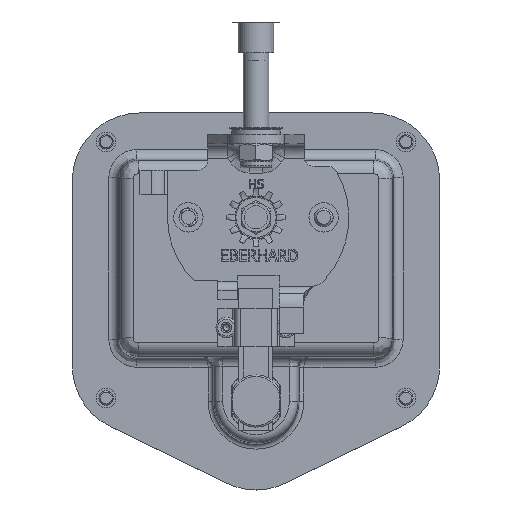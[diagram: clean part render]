
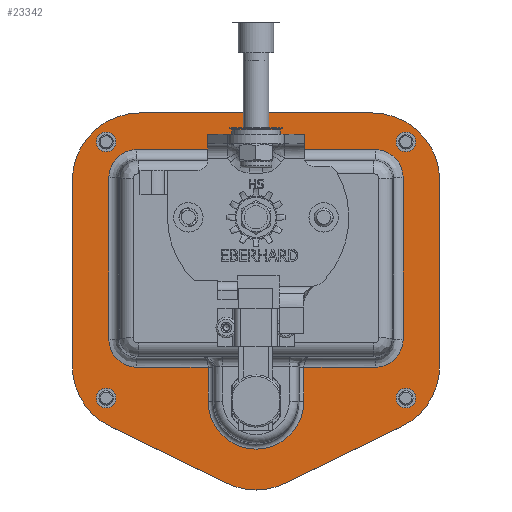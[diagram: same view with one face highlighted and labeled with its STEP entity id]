
A CAD part, top view. The second image highlights one B-rep face of the part: STEP entity #23342.
In plain terms, the highlighted planar face has unit normal (0, 0, 1).
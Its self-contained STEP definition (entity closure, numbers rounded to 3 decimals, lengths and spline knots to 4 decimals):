
#204=FACE_BOUND('',#3030,.T.);
#315=ELLIPSE('',#24710,0.0622,0.0618);
#320=ELLIPSE('',#24717,0.0622,0.0618);
#324=ELLIPSE('',#24723,0.3607,0.3603);
#325=ELLIPSE('',#24727,0.3607,0.3603);
#327=ELLIPSE('',#24732,0.3607,0.3603);
#329=ELLIPSE('',#24737,0.3607,0.3603);
#1015=PLANE('',#24755);
#1704=FACE_OUTER_BOUND('',#3029,.T.);
#3029=EDGE_LOOP('',(#14976,#14977,#14978,#14979,#14980,#14981,#14982,#14983,
#14984,#14985));
#3030=EDGE_LOOP('',(#14986,#14987,#14988,#14989,#14990,#14991,#14992,#14993,
#14994,#14995,#14996,#14997,#14998,#14999));
#4446=LINE('',#33300,#6342);
#4450=LINE('',#33312,#6346);
#4454=LINE('',#33494,#6350);
#4456=LINE('',#33535,#6352);
#4458=LINE('',#33576,#6354);
#4460=LINE('',#33614,#6356);
#4463=LINE('',#33618,#6359);
#4474=LINE('',#33706,#6370);
#4475=LINE('',#33710,#6371);
#4476=LINE('',#33713,#6372);
#4477=LINE('',#33715,#6373);
#4478=LINE('',#33718,#6374);
#6342=VECTOR('',#26955,0.3937);
#6346=VECTOR('',#26967,0.3937);
#6350=VECTOR('',#27009,0.3937);
#6352=VECTOR('',#27021,0.3937);
#6354=VECTOR('',#27033,0.3937);
#6356=VECTOR('',#27043,0.3937);
#6359=VECTOR('',#27048,0.3937);
#6370=VECTOR('',#27089,0.3937);
#6371=VECTOR('',#27092,0.3937);
#6372=VECTOR('',#27095,0.3937);
#6373=VECTOR('',#27096,0.3937);
#6374=VECTOR('',#27099,0.3937);
#8233=CIRCLE('',#24700,0.875);
#8235=CIRCLE('',#24704,0.875);
#8237=CIRCLE('',#24708,0.875);
#8253=CIRCLE('',#24756,0.875);
#8254=CIRCLE('',#24757,0.875);
#8255=CIRCLE('',#24758,0.6195);
#9238=VERTEX_POINT('',#33290);
#9239=VERTEX_POINT('',#33291);
#9242=VERTEX_POINT('',#33299);
#9244=VERTEX_POINT('',#33305);
#9246=VERTEX_POINT('',#33311);
#9248=VERTEX_POINT('',#33317);
#9251=VERTEX_POINT('',#33343);
#9252=VERTEX_POINT('',#33349);
#9255=VERTEX_POINT('',#33407);
#9258=VERTEX_POINT('',#33416);
#9261=VERTEX_POINT('',#33483);
#9263=VERTEX_POINT('',#33487);
#9264=VERTEX_POINT('',#33491);
#9266=VERTEX_POINT('',#33526);
#9268=VERTEX_POINT('',#33532);
#9270=VERTEX_POINT('',#33567);
#9272=VERTEX_POINT('',#33573);
#9274=VERTEX_POINT('',#33608);
#9287=VERTEX_POINT('',#33705);
#9288=VERTEX_POINT('',#33707);
#9289=VERTEX_POINT('',#33709);
#9290=VERTEX_POINT('',#33711);
#9291=VERTEX_POINT('',#33714);
#9292=VERTEX_POINT('',#33716);
#11441=EDGE_CURVE('',#9238,#9239,#8233,.T.);
#11445=EDGE_CURVE('',#9239,#9242,#4446,.T.);
#11448=EDGE_CURVE('',#9242,#9244,#8235,.T.);
#11451=EDGE_CURVE('',#9244,#9246,#4450,.T.);
#11454=EDGE_CURVE('',#9246,#9248,#8237,.T.);
#11458=EDGE_CURVE('',#9252,#9251,#315,.T.);
#11466=EDGE_CURVE('',#9255,#9258,#320,.T.);
#11472=EDGE_CURVE('',#9261,#9263,#324,.T.);
#11474=EDGE_CURVE('',#9263,#9264,#4454,.T.);
#11477=EDGE_CURVE('',#9264,#9266,#325,.T.);
#11480=EDGE_CURVE('',#9266,#9268,#4456,.T.);
#11483=EDGE_CURVE('',#9268,#9270,#327,.T.);
#11486=EDGE_CURVE('',#9270,#9272,#4458,.T.);
#11489=EDGE_CURVE('',#9272,#9274,#329,.T.);
#11491=EDGE_CURVE('',#9274,#9255,#4460,.T.);
#11494=EDGE_CURVE('',#9251,#9261,#4463,.T.);
#11514=EDGE_CURVE('',#9287,#9238,#4474,.T.);
#11515=EDGE_CURVE('',#9288,#9287,#8253,.T.);
#11516=EDGE_CURVE('',#9289,#9288,#4475,.T.);
#11517=EDGE_CURVE('',#9290,#9289,#8254,.T.);
#11518=EDGE_CURVE('',#9248,#9290,#4476,.T.);
#11519=EDGE_CURVE('',#9258,#9291,#4477,.T.);
#11520=EDGE_CURVE('',#9291,#9292,#8255,.T.);
#11521=EDGE_CURVE('',#9292,#9252,#4478,.T.);
#14976=ORIENTED_EDGE('',*,*,#11514,.F.);
#14977=ORIENTED_EDGE('',*,*,#11515,.F.);
#14978=ORIENTED_EDGE('',*,*,#11516,.F.);
#14979=ORIENTED_EDGE('',*,*,#11517,.F.);
#14980=ORIENTED_EDGE('',*,*,#11518,.F.);
#14981=ORIENTED_EDGE('',*,*,#11454,.F.);
#14982=ORIENTED_EDGE('',*,*,#11451,.F.);
#14983=ORIENTED_EDGE('',*,*,#11448,.F.);
#14984=ORIENTED_EDGE('',*,*,#11445,.F.);
#14985=ORIENTED_EDGE('',*,*,#11441,.F.);
#14986=ORIENTED_EDGE('',*,*,#11466,.T.);
#14987=ORIENTED_EDGE('',*,*,#11519,.T.);
#14988=ORIENTED_EDGE('',*,*,#11520,.T.);
#14989=ORIENTED_EDGE('',*,*,#11521,.T.);
#14990=ORIENTED_EDGE('',*,*,#11458,.T.);
#14991=ORIENTED_EDGE('',*,*,#11494,.T.);
#14992=ORIENTED_EDGE('',*,*,#11472,.T.);
#14993=ORIENTED_EDGE('',*,*,#11474,.T.);
#14994=ORIENTED_EDGE('',*,*,#11477,.T.);
#14995=ORIENTED_EDGE('',*,*,#11480,.T.);
#14996=ORIENTED_EDGE('',*,*,#11483,.T.);
#14997=ORIENTED_EDGE('',*,*,#11486,.T.);
#14998=ORIENTED_EDGE('',*,*,#11489,.T.);
#14999=ORIENTED_EDGE('',*,*,#11491,.T.);
#23342=ADVANCED_FACE('',(#1704,#204),#1015,.T.);
#24700=AXIS2_PLACEMENT_3D('',#33292,#26947,#26948);
#24704=AXIS2_PLACEMENT_3D('',#33306,#26960,#26961);
#24708=AXIS2_PLACEMENT_3D('',#33318,#26972,#26973);
#24710=AXIS2_PLACEMENT_3D('',#33350,#26977,#26978);
#24717=AXIS2_PLACEMENT_3D('',#33418,#26991,#26992);
#24723=AXIS2_PLACEMENT_3D('',#33489,#27003,#27004);
#24727=AXIS2_PLACEMENT_3D('',#33529,#27013,#27014);
#24732=AXIS2_PLACEMENT_3D('',#33570,#27025,#27026);
#24737=AXIS2_PLACEMENT_3D('',#33611,#27037,#27038);
#24755=AXIS2_PLACEMENT_3D('',#33704,#27087,#27088);
#24756=AXIS2_PLACEMENT_3D('',#33708,#27090,#27091);
#24757=AXIS2_PLACEMENT_3D('',#33712,#27093,#27094);
#24758=AXIS2_PLACEMENT_3D('',#33717,#27097,#27098);
#26947=DIRECTION('center_axis',(0.,0.,-1.));
#26948=DIRECTION('ref_axis',(0.,1.,0.));
#26955=DIRECTION('',(1.,0.,0.));
#26960=DIRECTION('center_axis',(0.,0.,-1.));
#26961=DIRECTION('ref_axis',(1.,0.,0.));
#26967=DIRECTION('',(0.,-1.,0.));
#26972=DIRECTION('center_axis',(0.,0.,-1.));
#26973=DIRECTION('ref_axis',(0.438,-0.899,0.));
#26977=DIRECTION('center_axis',(0.,0.,1.));
#26978=DIRECTION('ref_axis',(0.949,0.315,0.));
#26991=DIRECTION('center_axis',(0.,0.,1.));
#26992=DIRECTION('ref_axis',(-0.949,0.315,0.));
#27003=DIRECTION('center_axis',(0.,0.,-1.));
#27004=DIRECTION('ref_axis',(-0.707,-0.707,0.));
#27009=DIRECTION('',(0.,1.,0.));
#27013=DIRECTION('center_axis',(0.,0.,-1.));
#27014=DIRECTION('ref_axis',(-0.707,0.707,0.));
#27021=DIRECTION('',(1.,0.,0.));
#27025=DIRECTION('center_axis',(0.,0.,-1.));
#27026=DIRECTION('ref_axis',(0.707,0.707,0.));
#27033=DIRECTION('',(0.,-1.,0.));
#27037=DIRECTION('center_axis',(0.,0.,-1.));
#27038=DIRECTION('ref_axis',(0.707,-0.707,0.));
#27043=DIRECTION('',(-1.,0.,0.));
#27048=DIRECTION('',(-1.,0.,0.));
#27087=DIRECTION('center_axis',(0.,0.,1.));
#27088=DIRECTION('ref_axis',(1.,0.,0.));
#27089=DIRECTION('',(0.,1.,0.));
#27090=DIRECTION('center_axis',(0.,0.,-1.));
#27091=DIRECTION('ref_axis',(-1.,0.,0.));
#27092=DIRECTION('',(-0.899,0.438,0.));
#27093=DIRECTION('center_axis',(0.,0.,-1.));
#27094=DIRECTION('ref_axis',(-0.438,-0.899,0.));
#27095=DIRECTION('',(-0.899,-0.438,0.));
#27096=DIRECTION('',(0.,-1.,0.));
#27097=DIRECTION('center_axis',(0.,0.,-1.));
#27098=DIRECTION('ref_axis',(0.,-1.,0.));
#27099=DIRECTION('',(0.,1.,0.));
#33290=CARTESIAN_POINT('',(-2.375,0.477,0.0478));
#33291=CARTESIAN_POINT('',(-1.5,1.352,0.0478));
#33292=CARTESIAN_POINT('Origin',(-1.5,0.477,0.0478));
#33299=CARTESIAN_POINT('',(1.5,1.352,0.0478));
#33300=CARTESIAN_POINT('',(-0.75,1.352,0.0478));
#33305=CARTESIAN_POINT('',(2.375,0.477,0.0478));
#33306=CARTESIAN_POINT('Origin',(1.5,0.477,0.0478));
#33311=CARTESIAN_POINT('',(2.375,-1.9164,0.0478));
#33312=CARTESIAN_POINT('',(2.375,-0.3043,0.0478));
#33317=CARTESIAN_POINT('',(1.8836,-2.7028,0.0478));
#33318=CARTESIAN_POINT('Origin',(1.5,-1.9164,0.0478));
#33343=CARTESIAN_POINT('',(-0.6195,-1.936,0.0478));
#33349=CARTESIAN_POINT('',(-0.6195,-1.9379,0.0478));
#33350=CARTESIAN_POINT('Origin',(-0.6816,-1.9381,0.0478));
#33407=CARTESIAN_POINT('',(0.6195,-1.936,0.0478));
#33416=CARTESIAN_POINT('',(0.6195,-1.9379,0.0478));
#33418=CARTESIAN_POINT('Origin',(0.6816,-1.9381,0.0478));
#33483=CARTESIAN_POINT('',(-1.5418,-1.936,0.0478));
#33487=CARTESIAN_POINT('',(-1.9019,-1.5759,0.0478));
#33489=CARTESIAN_POINT('Origin',(-1.5414,-1.5755,0.0478));
#33491=CARTESIAN_POINT('',(-1.9019,0.5177,0.0478));
#33494=CARTESIAN_POINT('',(-1.9019,-0.0826,0.0478));
#33526=CARTESIAN_POINT('',(-1.5418,0.8778,0.0478));
#33529=CARTESIAN_POINT('Origin',(-1.5414,0.5173,0.0478));
#33532=CARTESIAN_POINT('',(1.5418,0.8778,0.0478));
#33535=CARTESIAN_POINT('',(0.8563,0.8778,0.0478));
#33567=CARTESIAN_POINT('',(1.9019,0.5177,0.0478));
#33570=CARTESIAN_POINT('Origin',(1.5414,0.5173,0.0478));
#33573=CARTESIAN_POINT('',(1.9019,-1.5759,0.0478));
#33576=CARTESIAN_POINT('',(1.9019,-1.3001,0.0478));
#33608=CARTESIAN_POINT('',(1.5418,-1.936,0.0478));
#33611=CARTESIAN_POINT('Origin',(1.5414,-1.5755,0.0478));
#33614=CARTESIAN_POINT('',(-0.8563,-1.936,0.0478));
#33618=CARTESIAN_POINT('',(-0.8563,-1.936,0.0478));
#33704=CARTESIAN_POINT('Origin',(0.,-0.8536,
0.0478));
#33705=CARTESIAN_POINT('',(-2.375,-1.9164,0.0478));
#33706=CARTESIAN_POINT('',(-2.375,-1.501,0.0478));
#33707=CARTESIAN_POINT('',(-1.8836,-2.7028,0.0478));
#33708=CARTESIAN_POINT('Origin',(-1.5,-1.9164,0.0478));
#33709=CARTESIAN_POINT('',(-0.3836,-3.4344,0.0478));
#33710=CARTESIAN_POINT('',(-0.6914,-3.2843,0.0478));
#33711=CARTESIAN_POINT('',(0.3836,-3.4344,0.0478));
#33712=CARTESIAN_POINT('Origin',(0.,-2.648,0.0478));
#33713=CARTESIAN_POINT('',(1.4414,-2.9185,0.0478));
#33714=CARTESIAN_POINT('',(0.6195,-2.375,0.0478));
#33715=CARTESIAN_POINT('',(0.6195,-1.6143,0.0478));
#33716=CARTESIAN_POINT('',(-0.6195,-2.375,0.0478));
#33717=CARTESIAN_POINT('Origin',(0.,-2.375,0.0478));
#33718=CARTESIAN_POINT('',(-0.6195,-0.9214,0.0478));
